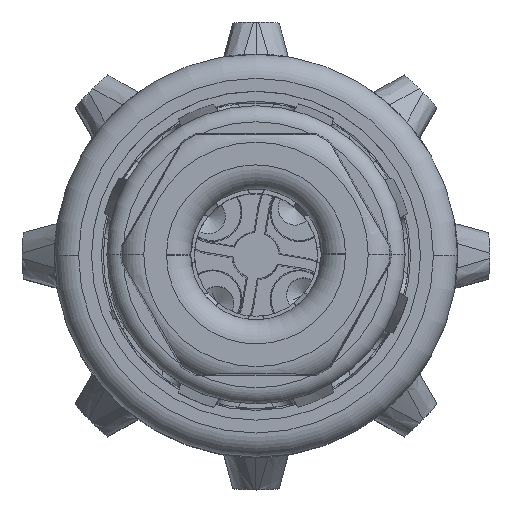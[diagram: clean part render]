
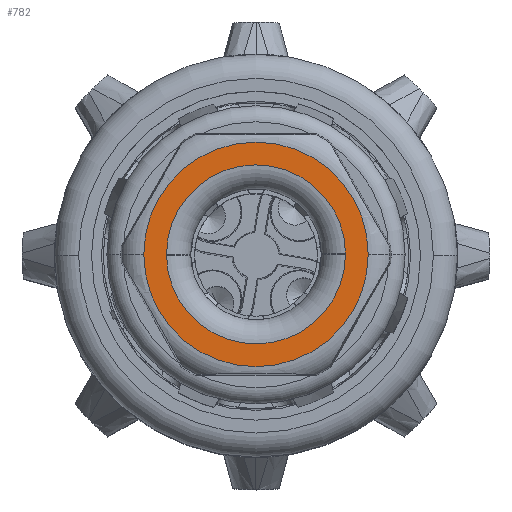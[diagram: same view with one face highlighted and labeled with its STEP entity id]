
A CAD part, top view. The second image highlights one B-rep face of the part: STEP entity #782.
In plain terms, the highlighted planar face has unit normal (0, 0, 1).
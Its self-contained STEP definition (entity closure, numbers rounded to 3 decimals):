
#782=ADVANCED_FACE('',(#5620,#5621),#5622,.T.);
#5620=FACE_OUTER_BOUND('',#15767,.T.);
#5621=FACE_BOUND('',#15768,.T.);
#5622=PLANE('',#15769);
#15767=EDGE_LOOP('',(#30269,#30270));
#15768=EDGE_LOOP('',(#30271,#30272,#30273,#30274));
#15769=AXIS2_PLACEMENT_3D('',#30275,#30276,#30277);
#30269=ORIENTED_EDGE('',*,*,#60815,.T.);
#30270=ORIENTED_EDGE('',*,*,#60816,.T.);
#30271=ORIENTED_EDGE('',*,*,#60728,.T.);
#30272=ORIENTED_EDGE('',*,*,#58951,.T.);
#30273=ORIENTED_EDGE('',*,*,#60727,.T.);
#30274=ORIENTED_EDGE('',*,*,#58954,.T.);
#30275=CARTESIAN_POINT('',(0.0,0.0,27.0));
#30276=DIRECTION('',(0.0,0.0,1.0));
#30277=DIRECTION('',(1.0,0.0,0.0));
#58951=EDGE_CURVE('',#70616,#70614,#70617,.T.);
#58954=EDGE_CURVE('',#70621,#70619,#70622,.T.);
#60727=EDGE_CURVE('',#70614,#70621,#73557,.T.);
#60728=EDGE_CURVE('',#70619,#70616,#73558,.T.);
#60815=EDGE_CURVE('',#73727,#73728,#73729,.T.);
#60816=EDGE_CURVE('',#73728,#73727,#73730,.T.);
#70614=VERTEX_POINT('',#90095);
#70616=VERTEX_POINT('',#90097);
#70617=CIRCLE('',#90098,11.105);
#70619=VERTEX_POINT('',#90100);
#70621=VERTEX_POINT('',#90102);
#70622=CIRCLE('',#90103,11.105);
#73557=CIRCLE('',#96413,11.105);
#73558=CIRCLE('',#96414,11.105);
#73727=VERTEX_POINT('',#97067);
#73728=VERTEX_POINT('',#97068);
#73729=CIRCLE('',#97069,13.922);
#73730=CIRCLE('',#97070,13.922);
#90095=CARTESIAN_POINT('',(11.105,0.0,27.0));
#90097=CARTESIAN_POINT('',(11.104,0.165,27.0));
#90098=AXIS2_PLACEMENT_3D('',#125863,#125864,#125865);
#90100=CARTESIAN_POINT('',(-11.105,0.0,27.0));
#90102=CARTESIAN_POINT('',(-11.104,-0.165,27.0));
#90103=AXIS2_PLACEMENT_3D('',#125872,#125873,#125874);
#96413=AXIS2_PLACEMENT_3D('',#128224,#128225,#128226);
#96414=AXIS2_PLACEMENT_3D('',#128227,#128228,#128229);
#97067=CARTESIAN_POINT('',(13.922,0.0,27.0));
#97068=CARTESIAN_POINT('',(-13.922,0.0,27.0));
#97069=AXIS2_PLACEMENT_3D('',#128304,#128305,#128306);
#97070=AXIS2_PLACEMENT_3D('',#128307,#128308,#128309);
#125863=CARTESIAN_POINT('',(0.0,0.0,27.0));
#125864=DIRECTION('',(0.0,0.0,-1.0));
#125865=DIRECTION('',(-1.0,0.0,0.0));
#125872=CARTESIAN_POINT('',(0.0,0.0,27.0));
#125873=DIRECTION('',(0.0,0.0,-1.0));
#125874=DIRECTION('',(1.0,0.0,0.0));
#128224=CARTESIAN_POINT('',(0.0,0.0,27.0));
#128225=DIRECTION('',(0.0,0.0,-1.0));
#128226=DIRECTION('',(1.0,0.0,0.0));
#128227=CARTESIAN_POINT('',(0.0,0.0,27.0));
#128228=DIRECTION('',(0.0,0.0,-1.0));
#128229=DIRECTION('',(-1.0,0.0,0.0));
#128304=CARTESIAN_POINT('',(0.0,0.0,27.0));
#128305=DIRECTION('',(0.0,0.0,1.0));
#128306=DIRECTION('',(1.0,0.0,0.0));
#128307=CARTESIAN_POINT('',(0.0,0.0,27.0));
#128308=DIRECTION('',(0.0,0.0,1.0));
#128309=DIRECTION('',(-1.0,0.0,0.0));
